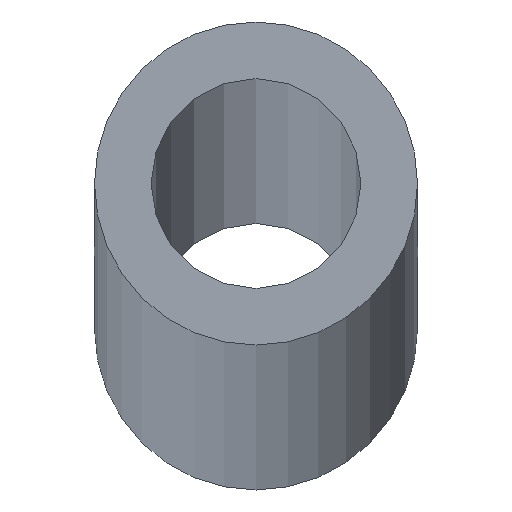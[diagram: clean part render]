
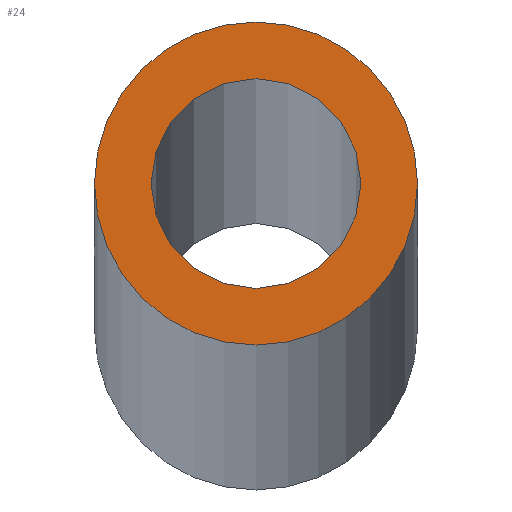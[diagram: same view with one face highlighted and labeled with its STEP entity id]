
A CAD part, top view. The second image highlights one B-rep face of the part: STEP entity #24.
In plain terms, the highlighted planar face has unit normal (0, 0, 1).
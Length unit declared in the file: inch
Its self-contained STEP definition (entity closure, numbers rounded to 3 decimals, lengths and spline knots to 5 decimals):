
#12 = AXIS2_PLACEMENT_3D ( 'NONE', #220, #126, #65 ) ;
#18 = VERTEX_POINT ( 'NONE', #63 ) ;
#22 = CARTESIAN_POINT ( 'NONE',  ( 0., 0., 216. ) ) ;
#24 = ADVANCED_FACE ( 'NONE', ( #66, #107 ), #199, .T. ) ;
#25 = DIRECTION ( 'NONE',  ( 0., 0., 1. ) ) ;
#26 = CARTESIAN_POINT ( 'NONE',  ( -0.273, 0., 216. ) ) ;
#28 = CIRCLE ( 'NONE', #44, 0.273 ) ;
#31 = AXIS2_PLACEMENT_3D ( 'NONE', #165, #25, #183 ) ;
#38 = EDGE_LOOP ( 'NONE', ( #77, #197 ) ) ;
#42 = EDGE_CURVE ( 'NONE', #194, #18, #139, .T. ) ;
#44 = AXIS2_PLACEMENT_3D ( 'NONE', #228, #68, #188 ) ;
#49 = DIRECTION ( 'NONE',  ( 0., 0., 1. ) ) ;
#54 = CARTESIAN_POINT ( 'NONE',  ( 0., 0., 216. ) ) ;
#63 = CARTESIAN_POINT ( 'NONE',  ( -0.42, 0., 216. ) ) ;
#65 = DIRECTION ( 'NONE',  ( 1., 0., 0. ) ) ;
#66 = FACE_OUTER_BOUND ( 'NONE', #38, .T. ) ;
#68 = DIRECTION ( 'NONE',  ( 0., 0., 1. ) ) ;
#69 = CIRCLE ( 'NONE', #12, 0.42 ) ;
#77 = ORIENTED_EDGE ( 'NONE', *, *, #105, .T. ) ;
#81 = DIRECTION ( 'NONE',  ( 0., 0., 1. ) ) ;
#82 = AXIS2_PLACEMENT_3D ( 'NONE', #22, #81, #240 ) ;
#100 = VERTEX_POINT ( 'NONE', #241 ) ;
#104 = VERTEX_POINT ( 'NONE', #26 ) ;
#105 = EDGE_CURVE ( 'NONE', #18, #194, #69, .T. ) ;
#107 = FACE_BOUND ( 'NONE', #161, .T. ) ;
#126 = DIRECTION ( 'NONE',  ( 0., 0., 1. ) ) ;
#132 = AXIS2_PLACEMENT_3D ( 'NONE', #54, #49, #168 ) ;
#139 = CIRCLE ( 'NONE', #82, 0.42 ) ;
#146 = EDGE_CURVE ( 'NONE', #104, #100, #28, .T. ) ;
#156 = ORIENTED_EDGE ( 'NONE', *, *, #239, .F. ) ;
#161 = EDGE_LOOP ( 'NONE', ( #217, #156 ) ) ;
#165 = CARTESIAN_POINT ( 'NONE',  ( 0., 0., 216. ) ) ;
#166 = CARTESIAN_POINT ( 'NONE',  ( 0.42, 0., 216. ) ) ;
#168 = DIRECTION ( 'NONE',  ( 1., 0., 0. ) ) ;
#183 = DIRECTION ( 'NONE',  ( 1., 0., 0. ) ) ;
#188 = DIRECTION ( 'NONE',  ( 1., 0., 0. ) ) ;
#194 = VERTEX_POINT ( 'NONE', #166 ) ;
#197 = ORIENTED_EDGE ( 'NONE', *, *, #42, .T. ) ;
#199 = PLANE ( 'NONE',  #31 ) ;
#217 = ORIENTED_EDGE ( 'NONE', *, *, #146, .F. ) ;
#220 = CARTESIAN_POINT ( 'NONE',  ( 0., 0., 216. ) ) ;
#228 = CARTESIAN_POINT ( 'NONE',  ( 0., 0., 216. ) ) ;
#236 = CIRCLE ( 'NONE', #132, 0.273 ) ;
#239 = EDGE_CURVE ( 'NONE', #100, #104, #236, .T. ) ;
#240 = DIRECTION ( 'NONE',  ( 1., 0., 0. ) ) ;
#241 = CARTESIAN_POINT ( 'NONE',  ( 0.273, 0., 216. ) ) ;
